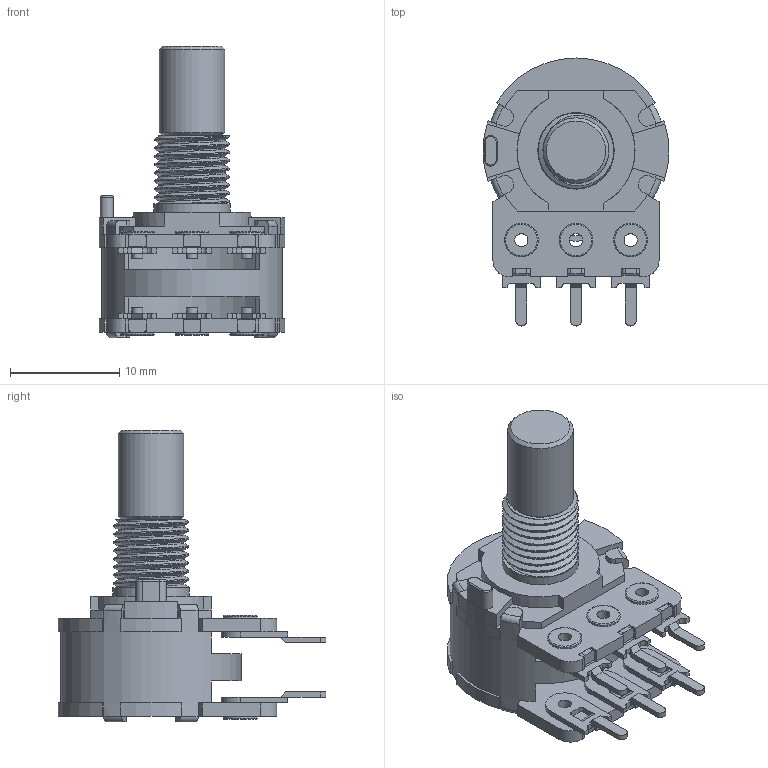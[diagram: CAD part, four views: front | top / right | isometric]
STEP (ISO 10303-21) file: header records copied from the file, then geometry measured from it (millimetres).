
FILE_DESCRIPTION(/* description */ (''),/* implementation_level */ '2;1');
FILE_NAME(/* name */ 'RV16A01F-20.step',/* time_stamp */ '2021-03-10T23:41:56+03:00',/* author */ (''),/* organization */ (''),/* preprocessor_version */ 'ST-DEVELOPER v18.1',/* originating_system */ 'Autodesk Translation Framework v9.10.0.1330',/* authorisation */ '');
FILE_SCHEMA (('AUTOMOTIVE_DESIGN { 1 0 10303 214 3 1 1 }'));
Length unit declared in the file: millimetre
Products named in the file (1): RV16A01F-20
Bounding box: 17 x 24.5 x 26.68 mm (x, y, z)
Volume: 1653.9 mm3; surface area: 3369.2 mm2
Topology: 10 solids, 10 shells, 447 faces, 1197 edges, 784 vertices
Faces by surface type: plane 274, cylinder 153, torus 16, cone 2, bspline 2
Full cylindrical faces by diameter (mm): 1.2 x6, 2 x12, 3.1 x6, 6 x1, 6.048 x3, 6.908 x6, 7 x1, 15.5 x1, 16.5 x1
Entity records: 15364 total; most frequent: CARTESIAN_POINT 3802, DIRECTION 2411, ORIENTED_EDGE 2394, EDGE_CURVE 1197, AXIS2_PLACEMENT_3D 809, LINE 793, VECTOR 793, VERTEX_POINT 784
